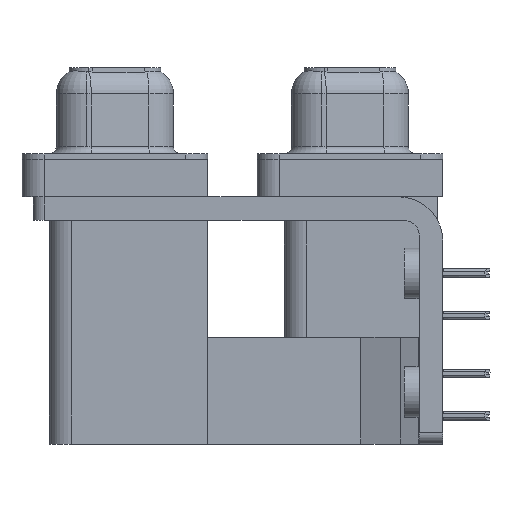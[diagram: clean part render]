
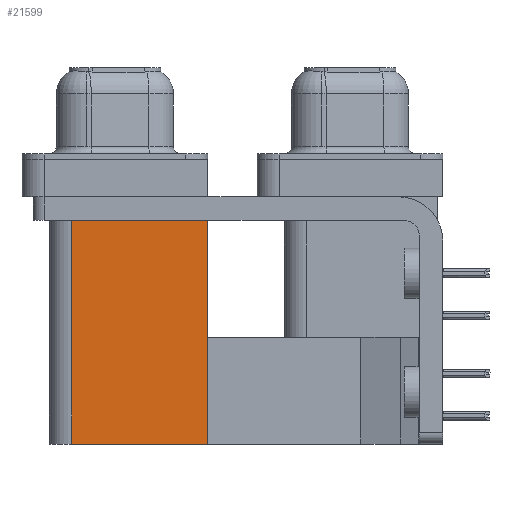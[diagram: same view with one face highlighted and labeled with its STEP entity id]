
A CAD part, left-side view. The second image highlights one B-rep face of the part: STEP entity #21599.
In plain terms, the highlighted planar face has unit normal (-1, 0, 0).
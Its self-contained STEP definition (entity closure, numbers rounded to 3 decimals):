
#749 = VERTEX_POINT ( 'NONE', #6899 ) ;
#5582 = CARTESIAN_POINT ( 'NONE',  ( 3.79, 18.8, -19.2 ) ) ;
#6020 = LINE ( 'NONE', #9850, #14256 ) ;
#6899 = CARTESIAN_POINT ( 'NONE',  ( 3.79, 9.6, -19.2 ) ) ;
#6932 = CARTESIAN_POINT ( 'NONE',  ( 3.79, 9.6, -19.2 ) ) ;
#7217 = EDGE_CURVE ( 'NONE', #749, #18622, #12984, .T. ) ;
#8183 = EDGE_CURVE ( 'NONE', #749, #25265, #15299, .T. ) ;
#8944 = DIRECTION ( 'NONE',  ( 0., 0., 1. ) ) ;
#9176 = LINE ( 'NONE', #5582, #35797 ) ;
#9390 = CARTESIAN_POINT ( 'NONE',  ( 3.79, 9.6, -19.2 ) ) ;
#9850 = CARTESIAN_POINT ( 'NONE',  ( 3.79, 9.6, -2.5 ) ) ;
#10842 = ORIENTED_EDGE ( 'NONE', *, *, #24757, .T. ) ;
#11054 = ORIENTED_EDGE ( 'NONE', *, *, #24574, .F. ) ;
#12984 = LINE ( 'NONE', #9390, #43900 ) ;
#13664 = DIRECTION ( 'NONE',  ( 0., 1., 0. ) ) ;
#13905 = FACE_OUTER_BOUND ( 'NONE', #22907, .T. ) ;
#14256 = VECTOR ( 'NONE', #13664, 1000. ) ;
#15299 = LINE ( 'NONE', #36210, #35504 ) ;
#15710 = CARTESIAN_POINT ( 'NONE',  ( 3.79, 18.8, -2.5 ) ) ;
#16447 = PLANE ( 'NONE',  #36883 ) ;
#18622 = VERTEX_POINT ( 'NONE', #39197 ) ;
#19922 = VERTEX_POINT ( 'NONE', #15710 ) ;
#21599 = ADVANCED_FACE ( 'NONE', ( #13905 ), #16447, .F. ) ;
#22907 = EDGE_LOOP ( 'NONE', ( #10842, #11054, #36855, #30516 ) ) ;
#23072 = DIRECTION ( 'NONE',  ( 0., 1., 0. ) ) ;
#23162 = DIRECTION ( 'NONE',  ( 1., 0., 0. ) ) ;
#24574 = EDGE_CURVE ( 'NONE', #18622, #19922, #9176, .T. ) ;
#24757 = EDGE_CURVE ( 'NONE', #25265, #19922, #6020, .T. ) ;
#25265 = VERTEX_POINT ( 'NONE', #42537 ) ;
#29001 = DIRECTION ( 'NONE',  ( 0., 0., 1. ) ) ;
#30516 = ORIENTED_EDGE ( 'NONE', *, *, #8183, .T. ) ;
#35504 = VECTOR ( 'NONE', #29001, 1000. ) ;
#35797 = VECTOR ( 'NONE', #8944, 1000. ) ;
#36210 = CARTESIAN_POINT ( 'NONE',  ( 3.79, 9.6, -19.2 ) ) ;
#36855 = ORIENTED_EDGE ( 'NONE', *, *, #7217, .F. ) ;
#36883 = AXIS2_PLACEMENT_3D ( 'NONE', #6932, #23162, #36897 ) ;
#36897 = DIRECTION ( 'NONE',  ( 0., 1., 0. ) ) ;
#39197 = CARTESIAN_POINT ( 'NONE',  ( 3.79, 18.8, -19.2 ) ) ;
#42537 = CARTESIAN_POINT ( 'NONE',  ( 3.79, 9.6, -2.5 ) ) ;
#43900 = VECTOR ( 'NONE', #23072, 1000. ) ;
